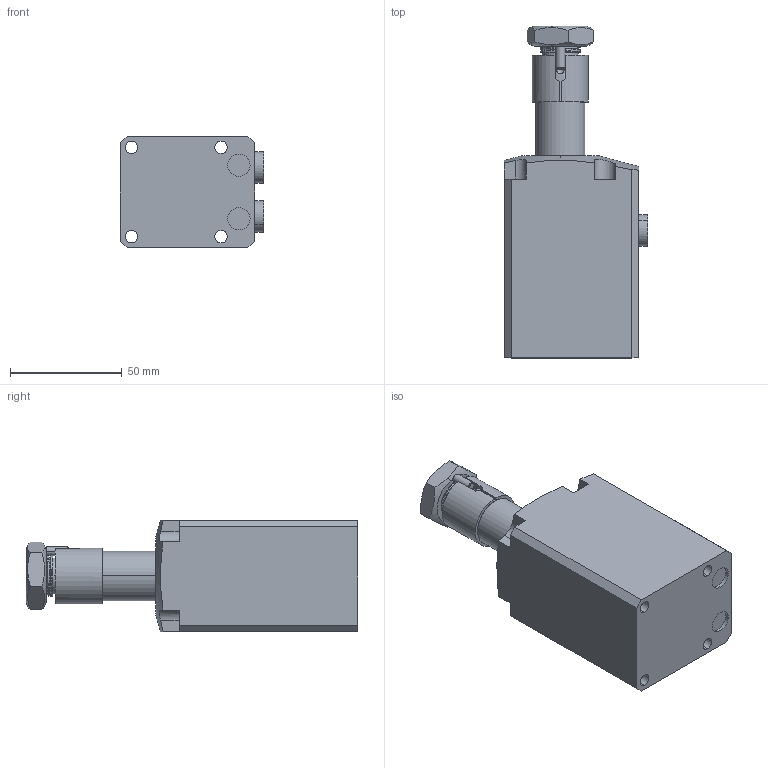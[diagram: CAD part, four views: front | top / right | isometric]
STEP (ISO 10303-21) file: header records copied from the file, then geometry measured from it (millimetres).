
FILE_DESCRIPTION (( 'STEP AP203' ), '1' );
FILE_NAME ('CBTU-4L-90.STEP', '2019-03-29T02:21:45', ( '' ), ( '' ), 'SwSTEP 2.0', 'SolidWorks 2017', '' );
FILE_SCHEMA (( 'CONFIG_CONTROL_DESIGN' ));
Length unit declared in the file: millimetre
Products named in the file (7): 囀鞠褒黑芛郔陔1-8; CBTU4蹟譫; CBTU4隅弇种; CBTU4袪杶; CBTU4活塞杆; CBTU04掛极; CBTU-4L-90
Assembly tree (7 placements, depth 2):
  CBTU-4L-90
    CBTU04掛极
    CBTU4活塞杆
    CBTU4蹟譫
    CBTU4袪杶
    囀鞠褒黑芛郔陔1-8  x2
    CBTU4隅弇种
Bounding box: 64 x 148.5 x 50 mm (x, y, z)
Volume: 283542 mm3; surface area: 48453.3 mm2
Topology: 7 solids, 7 shells, 172 faces, 414 edges, 269 vertices
Faces by surface type: plane 76, cylinder 69, cone 20, torus 4, bspline 2, sphere 1
Entity records: 6506 total; most frequent: CARTESIAN_POINT 2229, ORIENTED_EDGE 752, DIRECTION 709, EDGE_CURVE 376, AXIS2_PLACEMENT_3D 267, VERTEX_POINT 245, LINE 175, VECTOR 175
